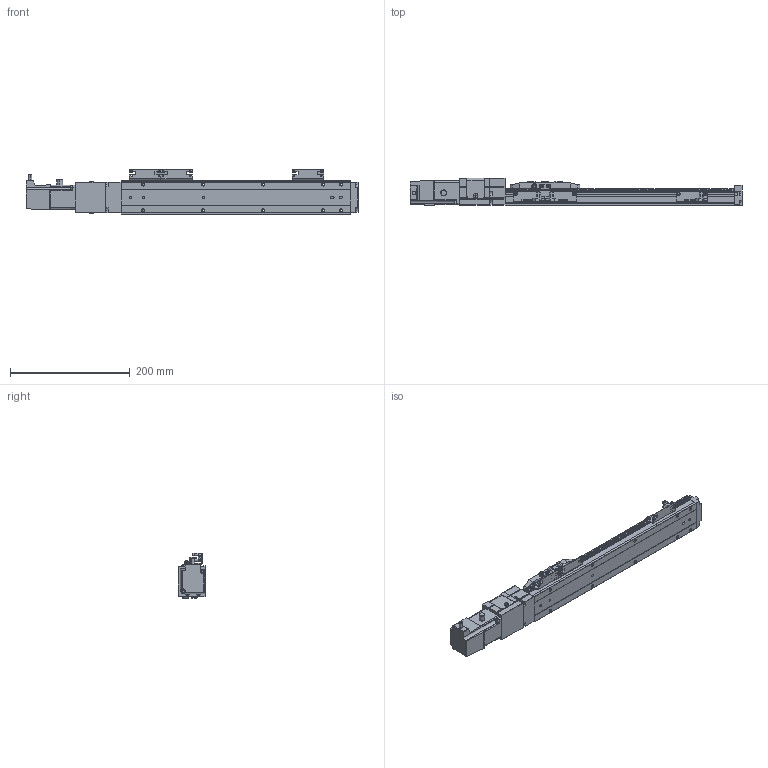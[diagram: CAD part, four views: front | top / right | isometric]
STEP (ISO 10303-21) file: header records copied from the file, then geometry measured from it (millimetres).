
FILE_DESCRIPTION (( 'STEP AP214' ), '1' );
FILE_NAME ('MLU52BC-10XLD-0250-XXXX.STEP', '2025-02-28T15:27:31', ( '' ), ( '' ), 'SwSTEP 2.0', 'SolidWorks 2022', '' );
FILE_SCHEMA (( 'AUTOMOTIVE_DESIGN' ));
Length unit declared in the file: millimetre
Products named in the file (12): MLU052-250-FANGTOOTH; MLU052-250SENSOR; FANG STICKER; MLU052-250SENSORPLATE; MLU52BC-10XLD-0250-XXXX; MLU052-250-02; MLU052-250CARRIAGE; MLU052-250-4; MLU052-250-3; MLU052-250MOTOR; MLU052-250-1; MLU052-250-5
Assembly tree (15 placements, depth 2):
  MLU52BC-10XLD-0250-XXXX
    MLU052-250-1
    MLU052-250-02
    MLU052-250-3
    MLU052-250MOTOR
    MLU052-250-4
    MLU052-250-FANGTOOTH
    MLU052-250CARRIAGE
    MLU052-250-5
    MLU052-250SENSORPLATE  x3
    MLU052-250SENSOR  x3
    FANG STICKER
Bounding box: 553.4 x 46 x 76 mm (x, y, z)
Volume: 849015.8 mm3; surface area: 176855.8 mm2
Topology: 15 solids, 15 shells, 1541 faces, 4140 edges, 2725 vertices
Faces by surface type: plane 837, cylinder 608, cone 56, torus 40
Entity records: 41634 total; most frequent: CARTESIAN_POINT 8507, ORIENTED_EDGE 6840, DIRECTION 6795, EDGE_CURVE 3420, AXIS2_PLACEMENT_3D 2275, VERTEX_POINT 2253, VECTOR 2245, LINE 2245
